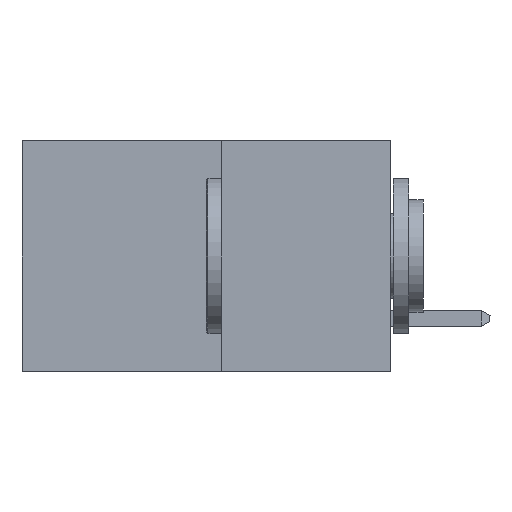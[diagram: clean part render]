
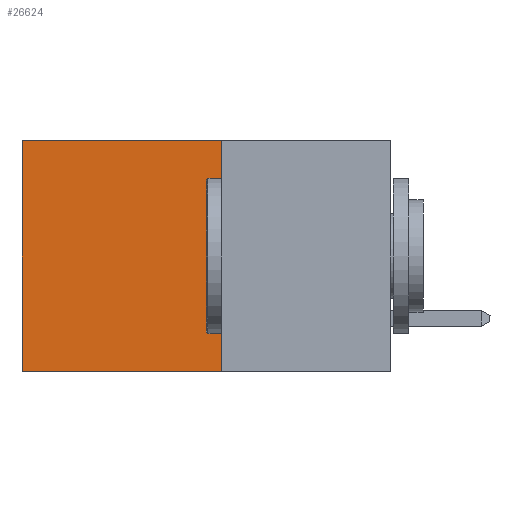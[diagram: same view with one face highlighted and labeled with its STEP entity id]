
A CAD part, left-side view. The second image highlights one B-rep face of the part: STEP entity #26624.
In plain terms, the highlighted planar face has unit normal (-1, 0, 0).
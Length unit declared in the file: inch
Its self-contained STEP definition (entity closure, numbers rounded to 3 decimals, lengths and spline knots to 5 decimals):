
#1060 = FACE_OUTER_BOUND ( 'NONE', #8792, .T. ) ;
#3385 = VECTOR ( 'NONE', #16727, 39.37008 ) ;
#4087 = ORIENTED_EDGE ( 'NONE', *, *, #21906, .T. ) ;
#5877 = VERTEX_POINT ( 'NONE', #24926 ) ;
#7538 = CARTESIAN_POINT ( 'NONE',  ( 0.277, 0.59, 0. ) ) ;
#7841 = DIRECTION ( 'NONE',  ( 0., 0., -1. ) ) ;
#8792 = EDGE_LOOP ( 'NONE', ( #4087, #10857, #18394, #10300 ) ) ;
#9031 = LINE ( 'NONE', #9774, #27150 ) ;
#9282 = CARTESIAN_POINT ( 'NONE',  ( 0.277, 0.59, -0.37 ) ) ;
#9774 = CARTESIAN_POINT ( 'NONE',  ( 0.277, 0.27, 0. ) ) ;
#10300 = ORIENTED_EDGE ( 'NONE', *, *, #15753, .T. ) ;
#10796 = CARTESIAN_POINT ( 'NONE',  ( 0.277, 0.27, -0.37 ) ) ;
#10812 = LINE ( 'NONE', #9282, #3385 ) ;
#10857 = ORIENTED_EDGE ( 'NONE', *, *, #31145, .F. ) ;
#11940 = DIRECTION ( 'NONE',  ( 0., 1., 0. ) ) ;
#12878 = CARTESIAN_POINT ( 'NONE',  ( 0.277, 0.59, -0.37 ) ) ;
#15753 = EDGE_CURVE ( 'NONE', #5877, #20246, #9031, .T. ) ;
#16727 = DIRECTION ( 'NONE',  ( 0., 0., -1. ) ) ;
#17937 = CARTESIAN_POINT ( 'NONE',  ( 0.277, 0.27, -0.37 ) ) ;
#18394 = ORIENTED_EDGE ( 'NONE', *, *, #22325, .F. ) ;
#18449 = LINE ( 'NONE', #29111, #23466 ) ;
#19623 = DIRECTION ( 'NONE',  ( 0., 1., 0. ) ) ;
#20037 = CARTESIAN_POINT ( 'NONE',  ( 0.277, 0.27, -0.37 ) ) ;
#20139 = PLANE ( 'NONE',  #26825 ) ;
#20246 = VERTEX_POINT ( 'NONE', #7538 ) ;
#21906 = EDGE_CURVE ( 'NONE', #20246, #29531, #10812, .T. ) ;
#22325 = EDGE_CURVE ( 'NONE', #5877, #27304, #24662, .T. ) ;
#22610 = DIRECTION ( 'NONE',  ( 1., 0., 0. ) ) ;
#23466 = VECTOR ( 'NONE', #11940, 39.37008 ) ;
#24662 = LINE ( 'NONE', #10796, #28817 ) ;
#24926 = CARTESIAN_POINT ( 'NONE',  ( 0.277, 0.27, 0. ) ) ;
#25660 = DIRECTION ( 'NONE',  ( 0., 0., -1. ) ) ;
#26624 = ADVANCED_FACE ( 'NONE', ( #1060 ), #20139, .F. ) ;
#26825 = AXIS2_PLACEMENT_3D ( 'NONE', #20037, #22610, #7841 ) ;
#27150 = VECTOR ( 'NONE', #19623, 39.37008 ) ;
#27304 = VERTEX_POINT ( 'NONE', #17937 ) ;
#28817 = VECTOR ( 'NONE', #25660, 39.37008 ) ;
#29111 = CARTESIAN_POINT ( 'NONE',  ( 0.277, 0.27, -0.37 ) ) ;
#29531 = VERTEX_POINT ( 'NONE', #12878 ) ;
#31145 = EDGE_CURVE ( 'NONE', #27304, #29531, #18449, .T. ) ;
